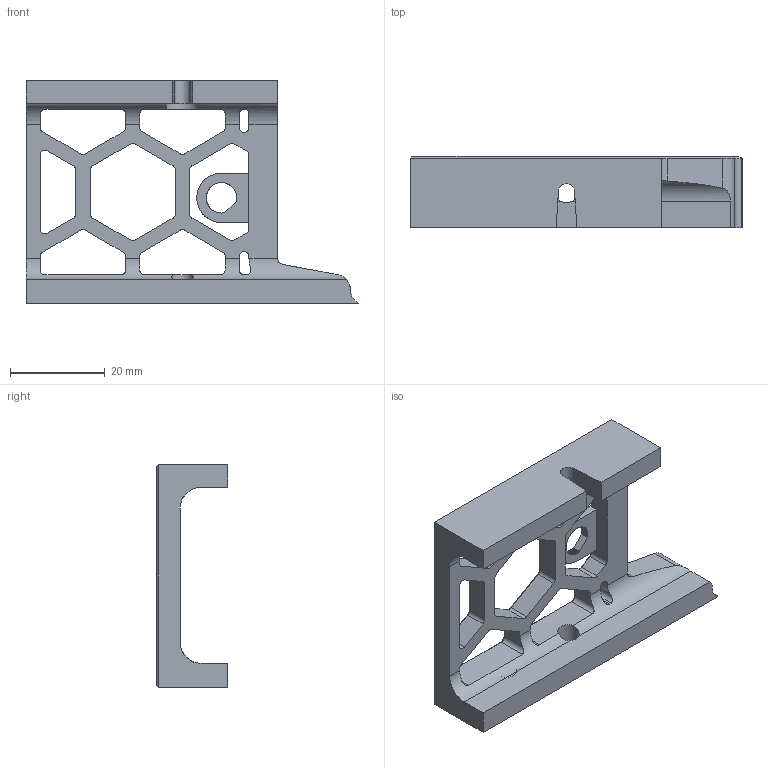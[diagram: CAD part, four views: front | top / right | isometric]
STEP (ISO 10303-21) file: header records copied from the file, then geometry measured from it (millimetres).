
FILE_DESCRIPTION(/* description */ (''),/* implementation_level */ '2;1');
FILE_NAME(/* name */ 'Side_Skirt_A_Antenna_holder.step',/* time_stamp */ '2023-05-29T14:23:44+02:00',/* author */ (''),/* organization */ (''),/* preprocessor_version */ 'ST-DEVELOPER v19.2',/* originating_system */ 'Autodesk Translation Framework v12.4.0.73',/* authorisation */ '');
FILE_SCHEMA (('AUTOMOTIVE_DESIGN { 1 0 10303 214 3 1 1 }'));
Length unit declared in the file: millimetre
Products named in the file (1): Side_Skirt_A
Bounding box: 70 x 15 x 47 mm (x, y, z)
Volume: 13509.1 mm3; surface area: 8703.2 mm2
Topology: 1 solids, 1 shells, 395 faces, 1104 edges, 705 vertices
Faces by surface type: plane 295, cylinder 54, cone 46
Full cylindrical faces by diameter (mm): 4.5 x1, 4.7 x1
Entity records: 12683 total; most frequent: CARTESIAN_POINT 2393, ORIENTED_EDGE 2210, DIRECTION 2029, EDGE_CURVE 1105, LINE 931, VECTOR 931, VERTEX_POINT 706, AXIS2_PLACEMENT_3D 549
